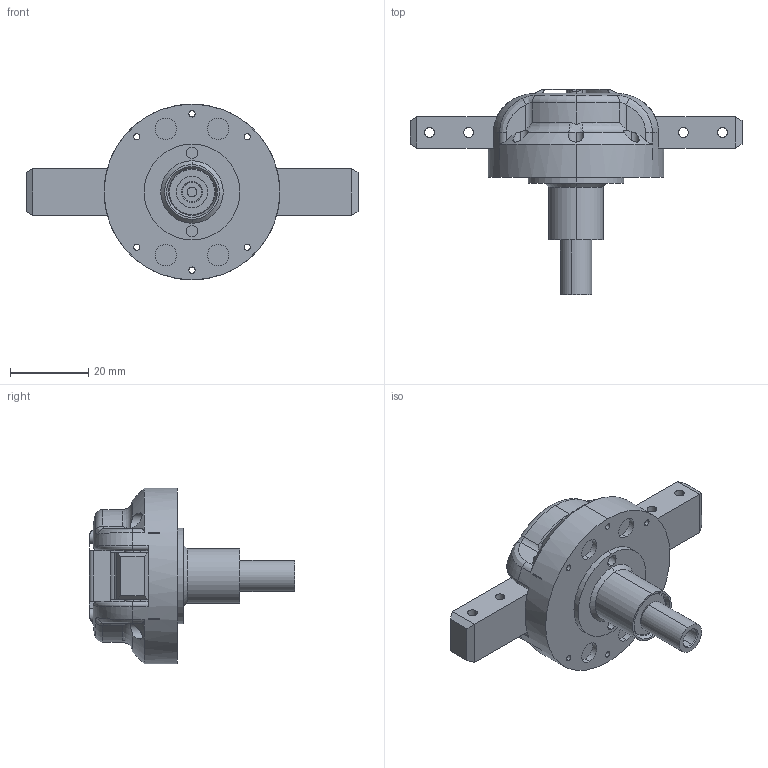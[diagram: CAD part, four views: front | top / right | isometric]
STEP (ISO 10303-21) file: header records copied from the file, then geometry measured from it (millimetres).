
FILE_DESCRIPTION (( 'STEP AP214' ), '1' );
FILE_NAME ('Gripper-Export.STEP', '2019-04-16T19:20:09', ( '' ), ( '' ), 'SwSTEP 2.0', 'SolidWorks 2018', '' );
FILE_SCHEMA (( 'AUTOMOTIVE_DESIGN' ));
Length unit declared in the file: millimetre
Products named in the file (3): Gripper-Export; PM-2221-01; Gripper_CenterPiece-Export
Assembly tree (3 placements, depth 2):
  Gripper-Export
    Gripper_CenterPiece-Export
    PM-2221-01  x2
Bounding box: 85 x 52.5 x 45 mm (x, y, z)
Volume: 32833.5 mm3; surface area: 13082.7 mm2
Topology: 3 solids, 5 shells, 378 faces, 982 edges, 637 vertices
Faces by surface type: cylinder 183, plane 115, bspline 42, cone 22, torus 16
Entity records: 14105 total; most frequent: CARTESIAN_POINT 4252, DIRECTION 1531, ORIENTED_EDGE 1516, EDGE_CURVE 758, AXIS2_PLACEMENT_3D 610, VERTEX_POINT 489, EDGE_LOOP 349, CIRCLE 332
